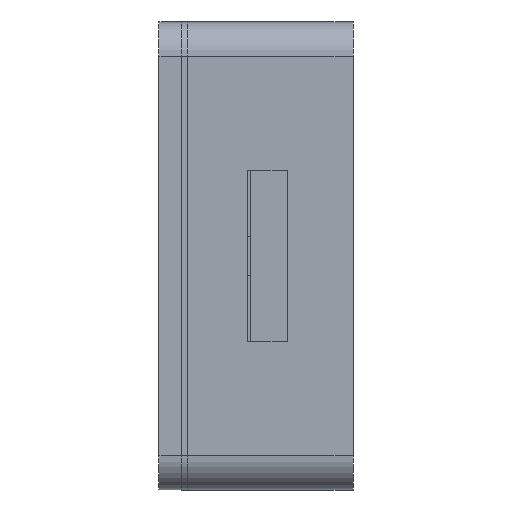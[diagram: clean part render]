
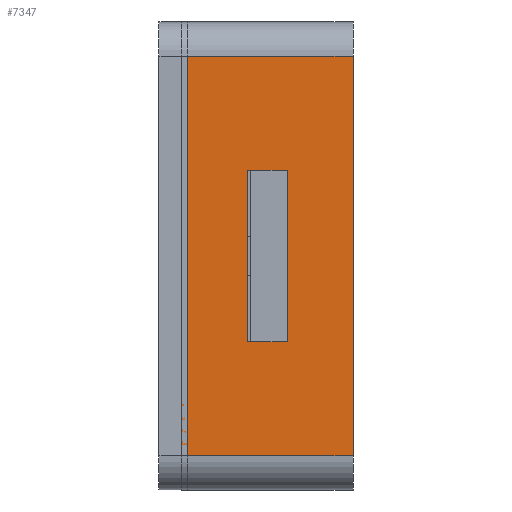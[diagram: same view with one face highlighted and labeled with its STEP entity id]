
A CAD part, left-side view. The second image highlights one B-rep face of the part: STEP entity #7347.
In plain terms, the highlighted planar face has unit normal (-1, 0, 0).
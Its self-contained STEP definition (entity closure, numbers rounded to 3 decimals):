
#100=FACE_BOUND('',#920,.T.);
#529=FACE_OUTER_BOUND('',#919,.T.);
#919=EDGE_LOOP('',(#6142,#6143,#6144,#6145));
#920=EDGE_LOOP('',(#6146,#6147,#6148,#6149));
#1241=LINE('',#10281,#2189);
#1255=LINE('',#10309,#2203);
#1257=LINE('',#10312,#2205);
#1258=LINE('',#10314,#2206);
#1905=LINE('',#11651,#2853);
#1907=LINE('',#11657,#2855);
#1908=LINE('',#11659,#2856);
#1909=LINE('',#11660,#2857);
#2189=VECTOR('',#8406,10.);
#2203=VECTOR('',#8424,10.);
#2205=VECTOR('',#8428,10.);
#2206=VECTOR('',#8431,10.);
#2853=VECTOR('',#9496,10.);
#2855=VECTOR('',#9502,10.);
#2856=VECTOR('',#9503,10.);
#2857=VECTOR('',#9504,10.);
#3103=VERTEX_POINT('',#10278);
#3104=VERTEX_POINT('',#10280);
#3115=VERTEX_POINT('',#10306);
#3116=VERTEX_POINT('',#10308);
#3596=VERTEX_POINT('',#11648);
#3597=VERTEX_POINT('',#11650);
#3599=VERTEX_POINT('',#11656);
#3600=VERTEX_POINT('',#11658);
#3881=EDGE_CURVE('',#3104,#3103,#1241,.T.);
#3895=EDGE_CURVE('',#3116,#3115,#1255,.T.);
#3897=EDGE_CURVE('',#3103,#3116,#1257,.T.);
#3898=EDGE_CURVE('',#3115,#3104,#1258,.T.);
#4562=EDGE_CURVE('',#3596,#3597,#1905,.T.);
#4565=EDGE_CURVE('',#3599,#3596,#1907,.T.);
#4566=EDGE_CURVE('',#3600,#3599,#1908,.T.);
#4567=EDGE_CURVE('',#3597,#3600,#1909,.T.);
#6142=ORIENTED_EDGE('',*,*,#4562,.F.);
#6143=ORIENTED_EDGE('',*,*,#4565,.F.);
#6144=ORIENTED_EDGE('',*,*,#4566,.F.);
#6145=ORIENTED_EDGE('',*,*,#4567,.F.);
#6146=ORIENTED_EDGE('',*,*,#3897,.T.);
#6147=ORIENTED_EDGE('',*,*,#3895,.T.);
#6148=ORIENTED_EDGE('',*,*,#3898,.T.);
#6149=ORIENTED_EDGE('',*,*,#3881,.T.);
#6995=PLANE('',#7813);
#7347=ADVANCED_FACE('',(#529,#100),#6995,.T.);
#7813=AXIS2_PLACEMENT_3D('',#11655,#9500,#9501);
#8406=DIRECTION('',(0.,0.,-1.));
#8424=DIRECTION('',(0.,0.,1.));
#8428=DIRECTION('',(0.,1.,0.));
#8431=DIRECTION('',(0.,-1.,0.));
#9496=DIRECTION('',(0.,1.,0.));
#9500=DIRECTION('center_axis',(-1.,0.,0.));
#9501=DIRECTION('ref_axis',(0.,0.,-1.));
#9502=DIRECTION('',(0.,0.,-1.));
#9503=DIRECTION('',(0.,-1.,0.));
#9504=DIRECTION('',(0.,0.,1.));
#10278=CARTESIAN_POINT('',(89.,-9.25,8.));
#10280=CARTESIAN_POINT('',(89.,-9.25,23.));
#10281=CARTESIAN_POINT('',(89.,-9.25,29.25));
#10306=CARTESIAN_POINT('',(89.,-5.75,23.));
#10308=CARTESIAN_POINT('',(89.,-5.75,8.));
#10309=CARTESIAN_POINT('',(89.,-5.75,22.25));
#10312=CARTESIAN_POINT('',(89.,-4.375,8.));
#10314=CARTESIAN_POINT('',(89.,-4.375,23.));
#11648=CARTESIAN_POINT('',(89.,-15.,-2.));
#11650=CARTESIAN_POINT('',(89.,0.,-2.));
#11651=CARTESIAN_POINT('',(89.,0.,-2.));
#11655=CARTESIAN_POINT('Origin',(89.,0.,36.));
#11656=CARTESIAN_POINT('',(89.,-15.,33.));
#11657=CARTESIAN_POINT('',(89.,-15.,-5.));
#11658=CARTESIAN_POINT('',(89.,0.,33.));
#11659=CARTESIAN_POINT('',(89.,0.,33.));
#11660=CARTESIAN_POINT('',(89.,0.,-5.));
